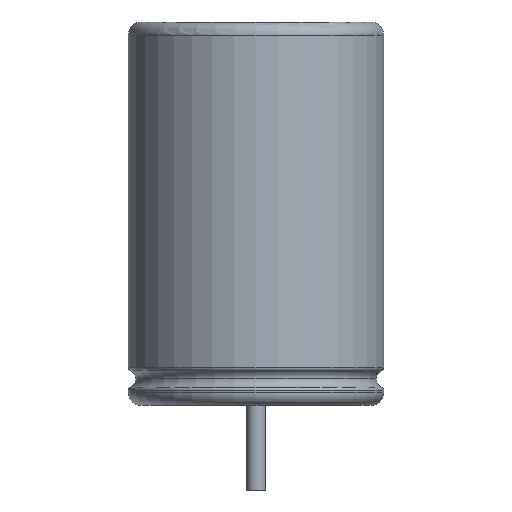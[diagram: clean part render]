
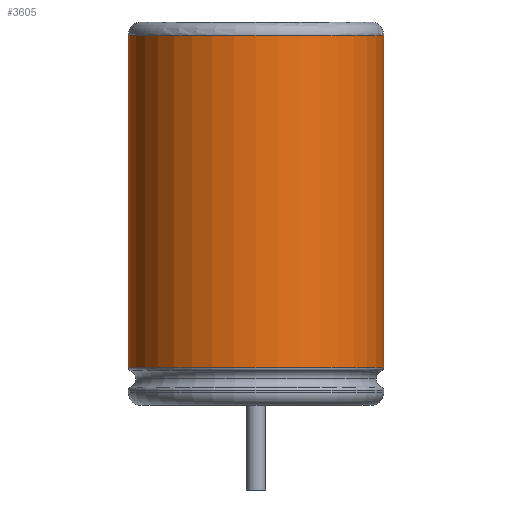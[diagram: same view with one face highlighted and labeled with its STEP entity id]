
A CAD part, left-side view. The second image highlights one B-rep face of the part: STEP entity #3605.
In plain terms, the highlighted cylindrical face has radius 4 mm (diameter 8 mm), a partial arc.
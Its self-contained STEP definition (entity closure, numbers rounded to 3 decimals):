
#151 = CARTESIAN_POINT ( 'NONE',  ( 0., -4., 11.6 ) ) ;
#191 = AXIS2_PLACEMENT_3D ( 'NONE', #1445, #3865, #2634 ) ;
#204 = EDGE_CURVE ( 'NONE', #2695, #3698, #3164, .T. ) ;
#281 = DIRECTION ( 'NONE',  ( 0., 1., 0. ) ) ;
#496 = ORIENTED_EDGE ( 'NONE', *, *, #204, .F. ) ;
#725 = ORIENTED_EDGE ( 'NONE', *, *, #832, .T. ) ;
#832 = EDGE_CURVE ( 'NONE', #1496, #1350, #3699, .T. ) ;
#1036 = CARTESIAN_POINT ( 'NONE',  ( 0., -4., 1.185 ) ) ;
#1116 = CARTESIAN_POINT ( 'NONE',  ( 0., 4., 11.6 ) ) ;
#1198 = DIRECTION ( 'NONE',  ( 0., 0., -1. ) ) ;
#1263 = CARTESIAN_POINT ( 'NONE',  ( 0., 0., -18.163 ) ) ;
#1350 = VERTEX_POINT ( 'NONE', #3170 ) ;
#1445 = CARTESIAN_POINT ( 'NONE',  ( 0., 0., 11.6 ) ) ;
#1496 = VERTEX_POINT ( 'NONE', #1116 ) ;
#1564 = DIRECTION ( 'NONE',  ( 0., 1., 0. ) ) ;
#1950 = CYLINDRICAL_SURFACE ( 'NONE', #3342, 4. ) ;
#2044 = DIRECTION ( 'NONE',  ( 0., 0., -1. ) ) ;
#2251 = EDGE_CURVE ( 'NONE', #2695, #1496, #2425, .T. ) ;
#2278 = CIRCLE ( 'NONE', #3535, 4. ) ;
#2289 = EDGE_CURVE ( 'NONE', #3698, #1350, #2278, .T. ) ;
#2353 = ORIENTED_EDGE ( 'NONE', *, *, #2251, .T. ) ;
#2385 = VECTOR ( 'NONE', #2936, 1000. ) ;
#2425 = CIRCLE ( 'NONE', #191, 4. ) ;
#2493 = VECTOR ( 'NONE', #2044, 1000. ) ;
#2634 = DIRECTION ( 'NONE',  ( 0., 1., 0. ) ) ;
#2637 = CARTESIAN_POINT ( 'NONE',  ( 0., -4., -18.163 ) ) ;
#2685 = CARTESIAN_POINT ( 'NONE',  ( 0., 4., -18.163 ) ) ;
#2695 = VERTEX_POINT ( 'NONE', #151 ) ;
#2936 = DIRECTION ( 'NONE',  ( 0., 0., -1. ) ) ;
#2954 = FACE_OUTER_BOUND ( 'NONE', #3500, .T. ) ;
#3164 = LINE ( 'NONE', #2637, #2385 ) ;
#3170 = CARTESIAN_POINT ( 'NONE',  ( 0., 4., 1.185 ) ) ;
#3342 = AXIS2_PLACEMENT_3D ( 'NONE', #1263, #3361, #1564 ) ;
#3361 = DIRECTION ( 'NONE',  ( 0., 0., -1. ) ) ;
#3457 = ORIENTED_EDGE ( 'NONE', *, *, #2289, .F. ) ;
#3500 = EDGE_LOOP ( 'NONE', ( #496, #2353, #725, #3457 ) ) ;
#3535 = AXIS2_PLACEMENT_3D ( 'NONE', #3882, #1198, #281 ) ;
#3605 = ADVANCED_FACE ( 'NONE', ( #2954 ), #1950, .T. ) ;
#3698 = VERTEX_POINT ( 'NONE', #1036 ) ;
#3699 = LINE ( 'NONE', #2685, #2493 ) ;
#3865 = DIRECTION ( 'NONE',  ( 0., 0., -1. ) ) ;
#3882 = CARTESIAN_POINT ( 'NONE',  ( 0., 0., 1.185 ) ) ;
